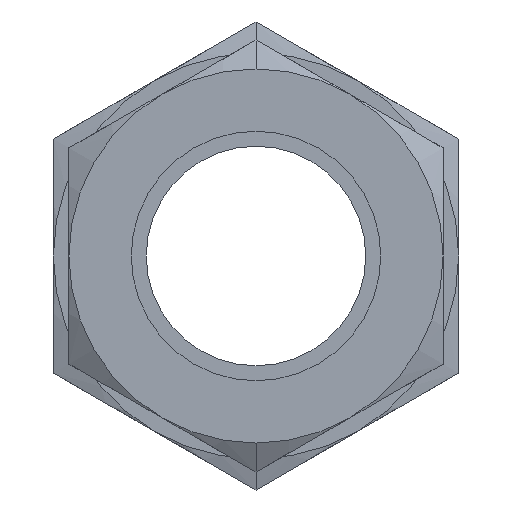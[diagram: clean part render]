
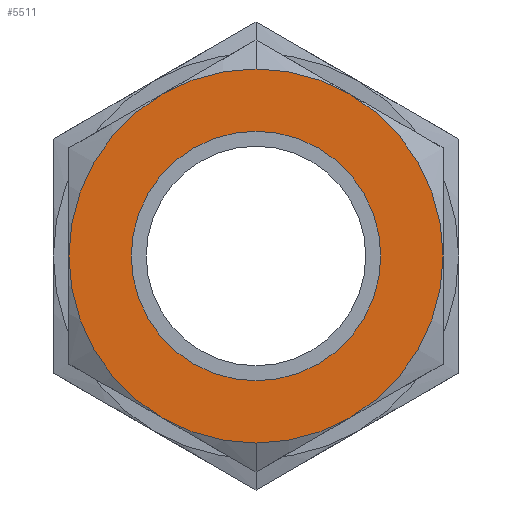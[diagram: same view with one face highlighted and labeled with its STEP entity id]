
A CAD part, left-side view. The second image highlights one B-rep face of the part: STEP entity #5511.
In plain terms, the highlighted planar face has unit normal (-1, 0, 0).
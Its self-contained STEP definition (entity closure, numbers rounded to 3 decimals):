
#398 = CARTESIAN_POINT ( 'NONE',  ( 0., 0., 19.05 ) ) ;
#598 = CARTESIAN_POINT ( 'NONE',  ( 0., 0., 0. ) ) ;
#655 = CARTESIAN_POINT ( 'NONE',  ( 0., 0., 0. ) ) ;
#1314 = CARTESIAN_POINT ( 'NONE',  ( 0., 0., 0. ) ) ;
#1679 = VERTEX_POINT ( 'NONE', #398 ) ;
#2201 = DIRECTION ( 'NONE',  ( 0., 0., -1. ) ) ;
#2335 = DIRECTION ( 'NONE',  ( 0., 0., 1. ) ) ;
#2962 = EDGE_CURVE ( 'NONE', #14578, #17267, #6907, .T. ) ;
#3272 = DIRECTION ( 'NONE',  ( 1., 0., 0. ) ) ;
#3382 = ORIENTED_EDGE ( 'NONE', *, *, #17299, .F. ) ;
#4523 = AXIS2_PLACEMENT_3D ( 'NONE', #598, #8070, #2335 ) ;
#5511 = ADVANCED_FACE ( 'NONE', ( #13378, #10388 ), #8748, .T. ) ;
#5956 = VERTEX_POINT ( 'NONE', #8774 ) ;
#6090 = CIRCLE ( 'NONE', #4523, 12.7 ) ;
#6907 = CIRCLE ( 'NONE', #14636, 12.7 ) ;
#8070 = DIRECTION ( 'NONE',  ( 1., 0., 0. ) ) ;
#8748 = PLANE ( 'NONE',  #12442 ) ;
#8774 = CARTESIAN_POINT ( 'NONE',  ( 0., 0., -19.05 ) ) ;
#8932 = DIRECTION ( 'NONE',  ( 0., 0., 1. ) ) ;
#9145 = AXIS2_PLACEMENT_3D ( 'NONE', #10643, #3272, #2201 ) ;
#9778 = DIRECTION ( 'NONE',  ( 1., 0., 0. ) ) ;
#10388 = FACE_OUTER_BOUND ( 'NONE', #12827, .T. ) ;
#10643 = CARTESIAN_POINT ( 'NONE',  ( 0., 0., 0. ) ) ;
#11604 = CIRCLE ( 'NONE', #14684, 19.05 ) ;
#11687 = DIRECTION ( 'NONE',  ( 1., 0., 0. ) ) ;
#12442 = AXIS2_PLACEMENT_3D ( 'NONE', #19028, #16301, #8932 ) ;
#12827 = EDGE_LOOP ( 'NONE', ( #14779, #3382 ) ) ;
#13378 = FACE_BOUND ( 'NONE', #13503, .T. ) ;
#13503 = EDGE_LOOP ( 'NONE', ( #18083, #13883 ) ) ;
#13762 = EDGE_CURVE ( 'NONE', #17267, #14578, #6090, .T. ) ;
#13883 = ORIENTED_EDGE ( 'NONE', *, *, #13762, .T. ) ;
#14024 = CARTESIAN_POINT ( 'NONE',  ( 0., 0., 12.7 ) ) ;
#14085 = CIRCLE ( 'NONE', #9145, 19.05 ) ;
#14578 = VERTEX_POINT ( 'NONE', #16507 ) ;
#14636 = AXIS2_PLACEMENT_3D ( 'NONE', #655, #9778, #15682 ) ;
#14684 = AXIS2_PLACEMENT_3D ( 'NONE', #1314, #11687, #18973 ) ;
#14779 = ORIENTED_EDGE ( 'NONE', *, *, #16539, .F. ) ;
#15682 = DIRECTION ( 'NONE',  ( 0., 0., -1. ) ) ;
#16301 = DIRECTION ( 'NONE',  ( -1., 0., 0. ) ) ;
#16507 = CARTESIAN_POINT ( 'NONE',  ( 0., 0., -12.7 ) ) ;
#16539 = EDGE_CURVE ( 'NONE', #1679, #5956, #11604, .T. ) ;
#17267 = VERTEX_POINT ( 'NONE', #14024 ) ;
#17299 = EDGE_CURVE ( 'NONE', #5956, #1679, #14085, .T. ) ;
#18083 = ORIENTED_EDGE ( 'NONE', *, *, #2962, .T. ) ;
#18973 = DIRECTION ( 'NONE',  ( 0., 0., 1. ) ) ;
#19028 = CARTESIAN_POINT ( 'NONE',  ( 0., 0., 9.525 ) ) ;
